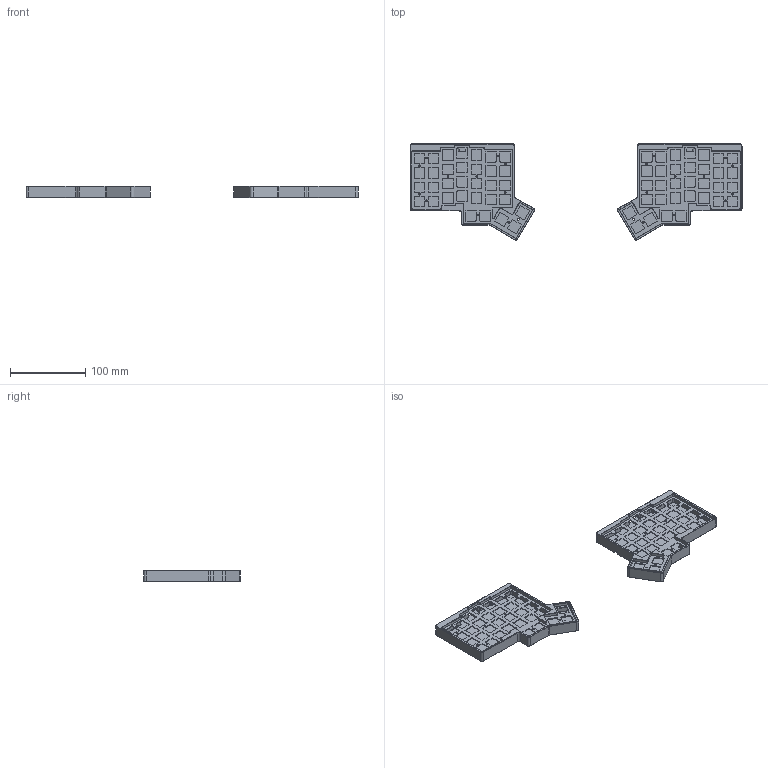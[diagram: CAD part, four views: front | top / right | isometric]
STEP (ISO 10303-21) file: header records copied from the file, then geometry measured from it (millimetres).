
FILE_DESCRIPTION(/* description */ (''),/* implementation_level */ '2;1');
FILE_NAME(/* name */ '分体键盘 v16.step',/* time_stamp */ '2022-11-21T13:57:37+08:00',/* author */ (''),/* organization */ (''),/* preprocessor_version */ 'ST-DEVELOPER v19',/* originating_system */ 'Autodesk Translation Framework v11.7.0.108',/* authorisation */ '');
FILE_SCHEMA (('AUTOMOTIVE_DESIGN { 1 0 10303 214 3 1 1 }'));
Length unit declared in the file: millimetre
Products named in the file (5): 分体键盘; 上壳 左; 底板; 上壳 左(镜像); 底板(镜像)
Assembly tree (4 placements, depth 2):
  分体键盘
    上壳 左
    底板
    上壳 左(镜像)
    底板(镜像)
Bounding box: 442.6 x 128.32 x 14.9 mm (x, y, z)
Volume: 102293 mm3; surface area: 123291.4 mm2
Topology: 4 solids, 4 shells, 1218 faces, 3414 edges, 2206 vertices
Faces by surface type: plane 602, cylinder 512, cone 104
Full cylindrical faces by diameter (mm): 2.1 x48
Entity records: 39819 total; most frequent: DIRECTION 7004, CARTESIAN_POINT 6847, ORIENTED_EDGE 6828, EDGE_CURVE 3414, AXIS2_PLACEMENT_3D 2363, LINE 2278, VECTOR 2278, VERTEX_POINT 2206
